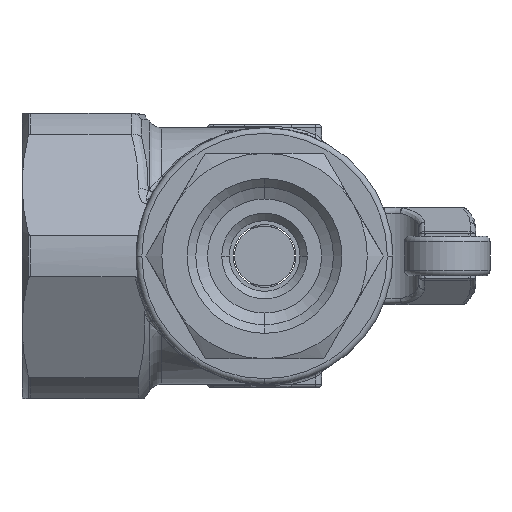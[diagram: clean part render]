
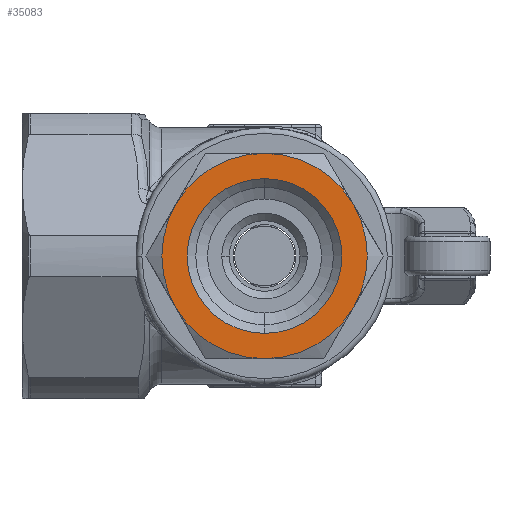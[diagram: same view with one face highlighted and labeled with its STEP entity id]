
A CAD part, front view. The second image highlights one B-rep face of the part: STEP entity #35083.
In plain terms, the highlighted planar face has unit normal (0, -1, 0).
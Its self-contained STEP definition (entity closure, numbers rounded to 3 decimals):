
#21946 = CIRCLE ( 'NONE', #21953, 13.56 ) ;
#21953 = AXIS2_PLACEMENT_3D ( 'NONE', #21988, #21985, #21978 ) ;
#21978 = DIRECTION ( 'NONE',  ( 0., 0., 1. ) ) ;
#21981 = CARTESIAN_POINT ( 'NONE',  ( 0., -40., -13.56 ) ) ;
#21985 = DIRECTION ( 'NONE',  ( 0., 1., 0. ) ) ;
#21988 = CARTESIAN_POINT ( 'NONE',  ( 0., -40., 0. ) ) ;
#22022 = CARTESIAN_POINT ( 'NONE',  ( 0., -40., 13.56 ) ) ;
#22744 = CARTESIAN_POINT ( 'NONE',  ( 0., -40., 18. ) ) ;
#22761 = CARTESIAN_POINT ( 'NONE',  ( 15.588, -40., 9. ) ) ;
#22951 = CARTESIAN_POINT ( 'NONE',  ( 15.588, -40., -9. ) ) ;
#22971 = CIRCLE ( 'NONE', #22989, 18. ) ;
#22975 = CARTESIAN_POINT ( 'NONE',  ( 0., -40., 0. ) ) ;
#22988 = DIRECTION ( 'NONE',  ( 0., -1., 0. ) ) ;
#22989 = AXIS2_PLACEMENT_3D ( 'NONE', #22975, #22988, #23024 ) ;
#23019 = CARTESIAN_POINT ( 'NONE',  ( 0., -40., -18. ) ) ;
#23024 = DIRECTION ( 'NONE',  ( 0., 0., 1. ) ) ;
#23148 = CARTESIAN_POINT ( 'NONE',  ( -15.588, -40., -9. ) ) ;
#23175 = DIRECTION ( 'NONE',  ( 0., 0., 1. ) ) ;
#23176 = DIRECTION ( 'NONE',  ( 0., 1., 0. ) ) ;
#23177 = CARTESIAN_POINT ( 'NONE',  ( 0., -40., 0. ) ) ;
#23178 = AXIS2_PLACEMENT_3D ( 'NONE', #23177, #23176, #23175 ) ;
#23179 = CIRCLE ( 'NONE', #23178, 13.56 ) ;
#23200 = CARTESIAN_POINT ( 'NONE',  ( -15.588, -40., 9. ) ) ;
#23249 = AXIS2_PLACEMENT_3D ( 'NONE', #23285, #23275, #23269 ) ;
#23269 = DIRECTION ( 'NONE',  ( 0., 0., 1. ) ) ;
#23271 = FACE_OUTER_BOUND ( 'NONE', #35072, .T. ) ;
#23272 = FACE_BOUND ( 'NONE', #34790, .T. ) ;
#23275 = DIRECTION ( 'NONE',  ( 0., 1., 0. ) ) ;
#23277 = AXIS2_PLACEMENT_3D ( 'NONE', #23305, #23304, #23303 ) ;
#23279 = CIRCLE ( 'NONE', #23249, 18. ) ;
#23280 = DIRECTION ( 'NONE',  ( 0., 0., 1. ) ) ;
#23281 = DIRECTION ( 'NONE',  ( 0., -1., 0. ) ) ;
#23282 = CARTESIAN_POINT ( 'NONE',  ( 0., -40., 0. ) ) ;
#23283 = AXIS2_PLACEMENT_3D ( 'NONE', #23282, #23281, #23280 ) ;
#23284 = CIRCLE ( 'NONE', #23283, 18. ) ;
#23285 = CARTESIAN_POINT ( 'NONE',  ( 0., -40., 0. ) ) ;
#23289 = PLANE ( 'NONE',  #23277 ) ;
#23303 = DIRECTION ( 'NONE',  ( 0., 0., 1. ) ) ;
#23304 = DIRECTION ( 'NONE',  ( 0., 1., 0. ) ) ;
#23305 = CARTESIAN_POINT ( 'NONE',  ( 31.177, -40., 18. ) ) ;
#23393 = CIRCLE ( 'NONE', #23446, 18. ) ;
#23394 = CIRCLE ( 'NONE', #23395, 18. ) ;
#23395 = AXIS2_PLACEMENT_3D ( 'NONE', #23396, #23442, #23441 ) ;
#23396 = CARTESIAN_POINT ( 'NONE',  ( 0., -40., 0. ) ) ;
#23423 = DIRECTION ( 'NONE',  ( 0., 0., 1. ) ) ;
#23424 = DIRECTION ( 'NONE',  ( 0., -1., 0. ) ) ;
#23425 = CARTESIAN_POINT ( 'NONE',  ( 0., -40., 0. ) ) ;
#23426 = AXIS2_PLACEMENT_3D ( 'NONE', #23425, #23424, #23423 ) ;
#23428 = CIRCLE ( 'NONE', #23426, 18. ) ;
#23437 = DIRECTION ( 'NONE',  ( 0., 0., 1. ) ) ;
#23438 = DIRECTION ( 'NONE',  ( 0., -1., 0. ) ) ;
#23439 = CARTESIAN_POINT ( 'NONE',  ( 0., -40., 0. ) ) ;
#23441 = DIRECTION ( 'NONE',  ( 0., 0., 1. ) ) ;
#23442 = DIRECTION ( 'NONE',  ( 0., -1., 0. ) ) ;
#23446 = AXIS2_PLACEMENT_3D ( 'NONE', #23439, #23438, #23437 ) ;
#30503 = EDGE_CURVE ( 'NONE', #30505, #30514, #21946, .T. ) ;
#30505 = VERTEX_POINT ( 'NONE', #21981 ) ;
#30514 = VERTEX_POINT ( 'NONE', #22022 ) ;
#33055 = VERTEX_POINT ( 'NONE', #22744 ) ;
#33101 = VERTEX_POINT ( 'NONE', #22761 ) ;
#33839 = VERTEX_POINT ( 'NONE', #22951 ) ;
#34061 = EDGE_CURVE ( 'NONE', #33055, #34819, #22971, .T. ) ;
#34302 = VERTEX_POINT ( 'NONE', #23019 ) ;
#34548 = VERTEX_POINT ( 'NONE', #23148 ) ;
#34558 = EDGE_CURVE ( 'NONE', #30514, #30505, #23179, .T. ) ;
#34756 = ORIENTED_EDGE ( 'NONE', *, *, #34558, .T. ) ;
#34790 = EDGE_LOOP ( 'NONE', ( #34954, #34756 ) ) ;
#34819 = VERTEX_POINT ( 'NONE', #23200 ) ;
#34820 = ORIENTED_EDGE ( 'NONE', *, *, #35069, .T. ) ;
#34954 = ORIENTED_EDGE ( 'NONE', *, *, #30503, .T. ) ;
#35017 = ORIENTED_EDGE ( 'NONE', *, *, #35314, .T. ) ;
#35018 = ORIENTED_EDGE ( 'NONE', *, *, #35081, .F. ) ;
#35069 = EDGE_CURVE ( 'NONE', #34302, #33839, #23284, .T. ) ;
#35072 = EDGE_LOOP ( 'NONE', ( #35018, #35501, #35535, #35017, #34820, #35277 ) ) ;
#35081 = EDGE_CURVE ( 'NONE', #33055, #33101, #23279, .T. ) ;
#35083 = ADVANCED_FACE ( 'NONE', ( #23272, #23271 ), #23289, .F. ) ;
#35277 = ORIENTED_EDGE ( 'NONE', *, *, #35311, .T. ) ;
#35311 = EDGE_CURVE ( 'NONE', #33839, #33101, #23394, .T. ) ;
#35314 = EDGE_CURVE ( 'NONE', #34548, #34302, #23393, .T. ) ;
#35408 = EDGE_CURVE ( 'NONE', #34819, #34548, #23428, .T. ) ;
#35501 = ORIENTED_EDGE ( 'NONE', *, *, #34061, .T. ) ;
#35535 = ORIENTED_EDGE ( 'NONE', *, *, #35408, .T. ) ;
